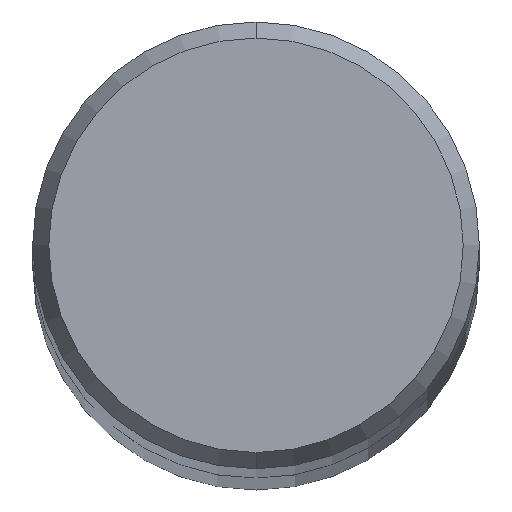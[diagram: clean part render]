
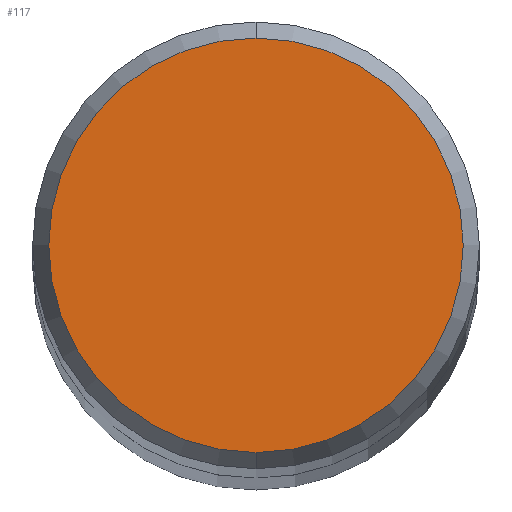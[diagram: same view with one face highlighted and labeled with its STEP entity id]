
A CAD part, top view. The second image highlights one B-rep face of the part: STEP entity #117.
In plain terms, the highlighted planar face has unit normal (0, 0, 1).
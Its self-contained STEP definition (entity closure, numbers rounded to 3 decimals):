
#93=EDGE_CURVE('',#167,#145,#214,.T.);
#117=ADVANCED_FACE('',(#243),#244,.T.);
#145=VERTEX_POINT('',#274);
#165=EDGE_CURVE('',#145,#167,#295,.T.);
#167=VERTEX_POINT('',#297);
#214=CIRCLE('',#340,2.946);
#243=FACE_OUTER_BOUND('',#371,.T.);
#244=PLANE('',#372);
#274=CARTESIAN_POINT('',(0.,-2.946,0.0));
#295=CIRCLE('',#444,2.946);
#297=CARTESIAN_POINT('',(0.0,2.946,0.0));
#340=AXIS2_PLACEMENT_3D('',#488,#489,#490);
#371=EDGE_LOOP('',(#539,#540));
#372=AXIS2_PLACEMENT_3D('',#541,#542,#543);
#444=AXIS2_PLACEMENT_3D('',#586,#587,#588);
#488=CARTESIAN_POINT('',(0.0,0.0,0.0));
#489=DIRECTION('',(0.0,0.0,-1.0));
#490=DIRECTION('',(0.0,1.0,0.0));
#539=ORIENTED_EDGE('',*,*,#93,.F.);
#540=ORIENTED_EDGE('',*,*,#165,.F.);
#541=CARTESIAN_POINT('',(0.0,1.473,0.0));
#542=DIRECTION('',(-0.0,0.0,1.0));
#543=DIRECTION('',(0.0,-1.0,0.0));
#586=CARTESIAN_POINT('',(0.0,0.0,0.0));
#587=DIRECTION('',(0.0,0.0,-1.0));
#588=DIRECTION('',(0.0,1.0,0.0));
